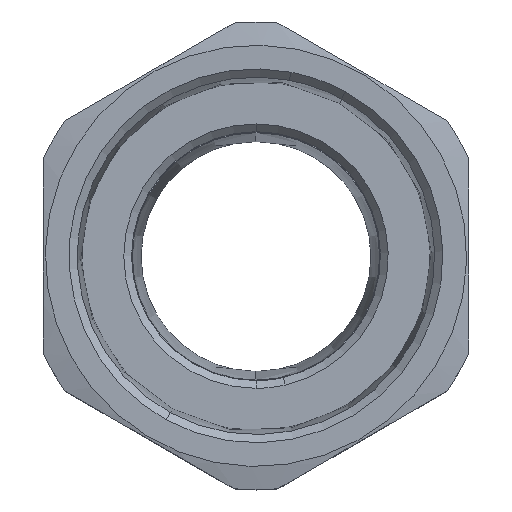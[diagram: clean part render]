
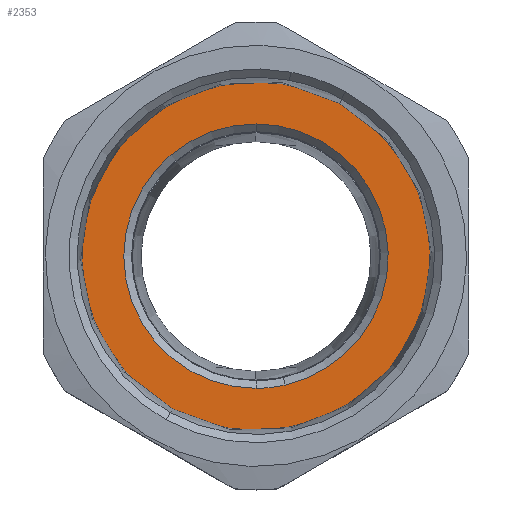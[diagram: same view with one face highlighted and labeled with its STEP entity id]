
A CAD part, top view. The second image highlights one B-rep face of the part: STEP entity #2353.
In plain terms, the highlighted planar face has unit normal (0, 0, 1).
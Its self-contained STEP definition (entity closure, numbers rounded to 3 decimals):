
#2211=AXIS2_PLACEMENT_3D('Circle Axis2P3D',#2209,#2210,$) ;
#2236=AXIS2_PLACEMENT_3D('Circle Axis2P3D',#2234,#2235,$) ;
#2321=AXIS2_PLACEMENT_3D('Plane Axis2P3D',#2318,#2319,#2320) ;
#2329=AXIS2_PLACEMENT_3D('Circle Axis2P3D',#2327,#2328,$) ;
#2338=AXIS2_PLACEMENT_3D('Circle Axis2P3D',#2336,#2337,$) ;
#2345=AXIS2_PLACEMENT_3D('Circle Axis2P3D',#2343,#2344,$) ;
#2206=CARTESIAN_POINT('Vertex',(16.699,10.479,62.25)) ;
#2209=CARTESIAN_POINT('Axis2P3D Location',(27.5,30.25,62.25)) ;
#2213=CARTESIAN_POINT('Vertex',(38.301,50.021,62.25)) ;
#2234=CARTESIAN_POINT('Axis2P3D Location',(27.5,30.25,62.25)) ;
#2318=CARTESIAN_POINT('Axis2P3D Location',(27.5,30.25,62.25)) ;
#2327=CARTESIAN_POINT('Axis2P3D Location',(27.5,30.25,62.25)) ;
#2331=CARTESIAN_POINT('Vertex',(27.5,47.35,62.25)) ;
#2333=CARTESIAN_POINT('Vertex',(31.266,13.57,62.25)) ;
#2336=CARTESIAN_POINT('Axis2P3D Location',(27.5,30.25,62.25)) ;
#2340=CARTESIAN_POINT('Vertex',(27.5,13.15,62.25)) ;
#2343=CARTESIAN_POINT('Axis2P3D Location',(27.5,30.25,62.25)) ;
#2210=DIRECTION('Axis2P3D Direction',(0.,0.,1.)) ;
#2235=DIRECTION('Axis2P3D Direction',(0.,0.,1.)) ;
#2319=DIRECTION('Axis2P3D Direction',(0.,0.,-1.)) ;
#2320=DIRECTION('Axis2P3D XDirection',(0.,1.,0.)) ;
#2328=DIRECTION('Axis2P3D Direction',(0.,0.,-1.)) ;
#2337=DIRECTION('Axis2P3D Direction',(0.,0.,-1.)) ;
#2344=DIRECTION('Axis2P3D Direction',(0.,0.,-1.)) ;
#2324=ORIENTED_EDGE('',*,*,#2215,.F.) ;
#2325=ORIENTED_EDGE('',*,*,#2238,.F.) ;
#2349=ORIENTED_EDGE('',*,*,#2335,.T.) ;
#2350=ORIENTED_EDGE('',*,*,#2342,.T.) ;
#2351=ORIENTED_EDGE('',*,*,#2347,.T.) ;
#2352=FACE_BOUND('',#2348,.T.) ;
#2353=ADVANCED_FACE('Body',(#2326,#2352),#2322,.F.) ;
#2212=CIRCLE('generated circle',#2211,22.528) ;
#2237=CIRCLE('generated circle',#2236,22.528) ;
#2330=CIRCLE('generated circle',#2329,17.1) ;
#2339=CIRCLE('generated circle',#2338,17.1) ;
#2346=CIRCLE('generated circle',#2345,17.1) ;
#2215=EDGE_CURVE('',#2207,#2214,#2212,.F.) ;
#2238=EDGE_CURVE('',#2214,#2207,#2237,.F.) ;
#2335=EDGE_CURVE('',#2332,#2334,#2330,.T.) ;
#2342=EDGE_CURVE('',#2334,#2341,#2339,.T.) ;
#2347=EDGE_CURVE('',#2341,#2332,#2346,.T.) ;
#2323=EDGE_LOOP('',(#2324,#2325)) ;
#2348=EDGE_LOOP('',(#2349,#2350,#2351)) ;
#2326=FACE_OUTER_BOUND('',#2323,.T.) ;
#2322=PLANE('',#2321) ;
#2207=VERTEX_POINT('',#2206) ;
#2214=VERTEX_POINT('',#2213) ;
#2332=VERTEX_POINT('',#2331) ;
#2334=VERTEX_POINT('',#2333) ;
#2341=VERTEX_POINT('',#2340) ;
